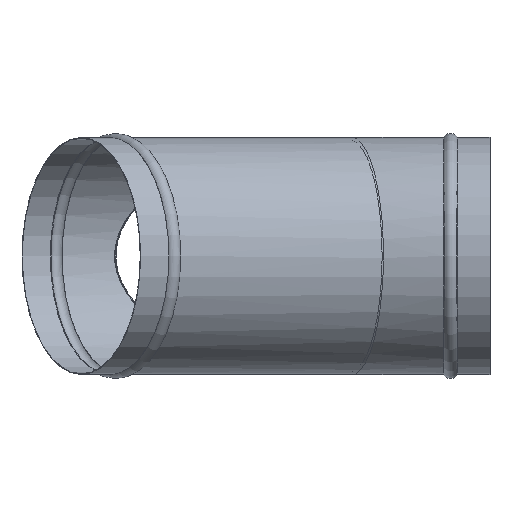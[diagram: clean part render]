
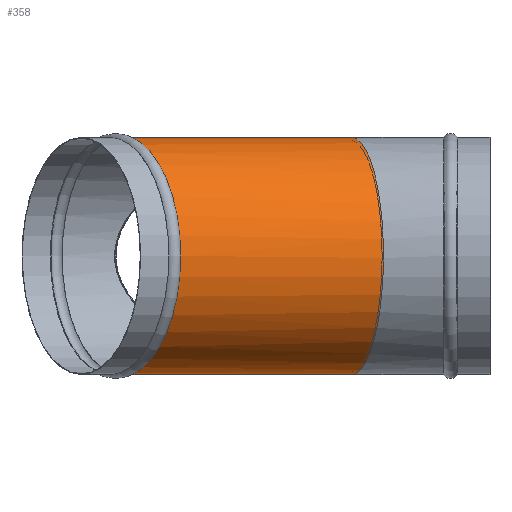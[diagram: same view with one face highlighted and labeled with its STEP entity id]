
A CAD part, left-side view. The second image highlights one B-rep face of the part: STEP entity #358.
In plain terms, the highlighted cylindrical face has radius 150 mm (diameter 300 mm), a full revolution.
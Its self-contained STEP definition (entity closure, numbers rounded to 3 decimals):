
#51=FACE_BOUND('',#152,.T.);
#77=CIRCLE('',#423,150.);
#104=FACE_OUTER_BOUND('',#151,.T.);
#151=EDGE_LOOP('',(#310,#311));
#152=EDGE_LOOP('',(#312));
#163=ELLIPSE('',#377,300.,150.);
#167=ELLIPSE('',#403,155.291,150.);
#180=VERTEX_POINT('',#623);
#181=VERTEX_POINT('',#624);
#197=VERTEX_POINT('',#797);
#208=EDGE_CURVE('',#180,#181,#163,.T.);
#226=EDGE_CURVE('',#181,#180,#167,.T.);
#236=EDGE_CURVE('',#197,#197,#77,.T.);
#310=ORIENTED_EDGE('',*,*,#226,.F.);
#311=ORIENTED_EDGE('',*,*,#208,.F.);
#312=ORIENTED_EDGE('',*,*,#236,.T.);
#331=CYLINDRICAL_SURFACE('',#422,150.);
#358=ADVANCED_FACE('',(#104,#51),#331,.T.);
#377=AXIS2_PLACEMENT_3D('',#625,#456,#457);
#403=AXIS2_PLACEMENT_3D('',#730,#510,#511);
#422=AXIS2_PLACEMENT_3D('',#796,#548,#549);
#423=AXIS2_PLACEMENT_3D('',#798,#550,#551);
#456=DIRECTION('center_axis',(1.,0.,0.));
#457=DIRECTION('ref_axis',(0.,1.,0.));
#510=DIRECTION('center_axis',(0.259,-0.966,0.));
#511=DIRECTION('ref_axis',(0.966,0.259,0.));
#548=DIRECTION('center_axis',(-0.5,0.866,0.));
#549=DIRECTION('ref_axis',(0.,0.,1.));
#550=DIRECTION('center_axis',(0.5,-0.866,0.));
#551=DIRECTION('ref_axis',(0.,0.,1.));
#623=CARTESIAN_POINT('',(0.,175.,-150.));
#624=CARTESIAN_POINT('',(0.,175.,150.));
#625=CARTESIAN_POINT('Origin',(0.,175.,0.));
#730=CARTESIAN_POINT('Origin',(0.,175.,0.));
#796=CARTESIAN_POINT('Origin',(-197.5,517.08,0.));
#797=CARTESIAN_POINT('',(-298.074,391.279,0.));
#798=CARTESIAN_POINT('Origin',(-168.17,466.279,0.));
